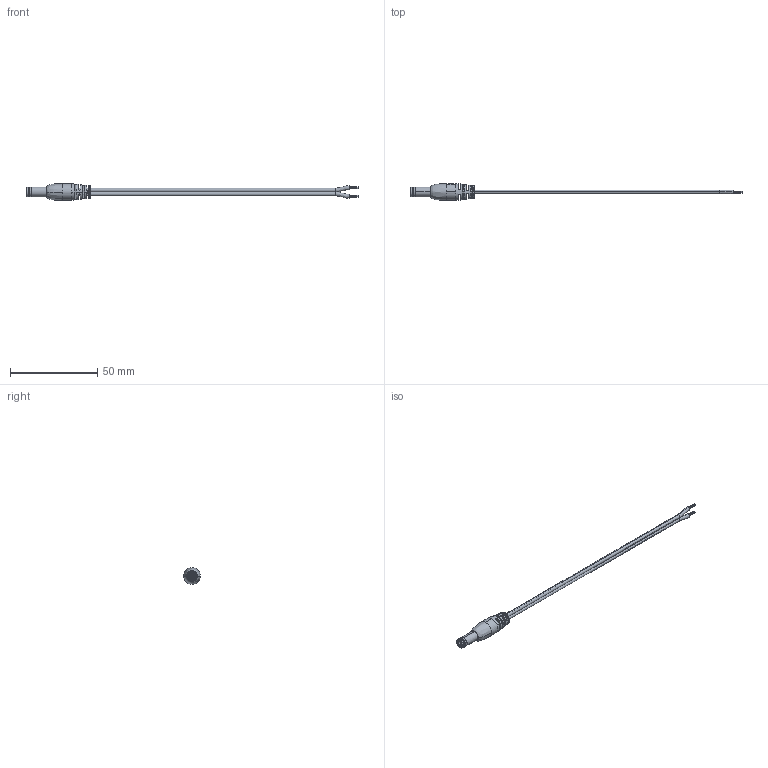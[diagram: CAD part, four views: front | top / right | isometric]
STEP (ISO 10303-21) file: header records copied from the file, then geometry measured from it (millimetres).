
FILE_DESCRIPTION (( 'STEP AP203' ), '1' );
FILE_NAME ('10-02394.STEP', '2016-11-29T19:32:50', ( '' ), ( '' ), 'SwSTEP 2.0', 'SolidWorks 2015', '' );
FILE_SCHEMA (( 'CONFIG_CONTROL_DESIGN' ));
Length unit declared in the file: millimetre
Products named in the file (7): 10-02394; 50-00026; 50-00026 shell; 50-00026 insulator; 24-00003; 50-00026 contact; 30-00007_spec
Assembly tree (6 placements, depth 3):
  10-02394
    30-00007_spec
    24-00003
    50-00026
      50-00026 shell
      50-00026 contact
      50-00026 insulator
Bounding box: 190.67 x 9.6 x 9.6 mm (x, y, z)
Volume: 2783.1 mm3; surface area: 17376.1 mm2
Topology: 179 solids, 179 shells, 1194 faces, 2417 edges, 1594 vertices
Faces by surface type: cylinder 563, plane 468, bspline 115, torus 24, cone 24
Entity records: 35500 total; most frequent: CARTESIAN_POINT 9362, DIRECTION 5536, ORIENTED_EDGE 4834, EDGE_CURVE 2417, AXIS2_PLACEMENT_3D 2352, VERTEX_POINT 1594, EDGE_LOOP 1377, CIRCLE 1263
